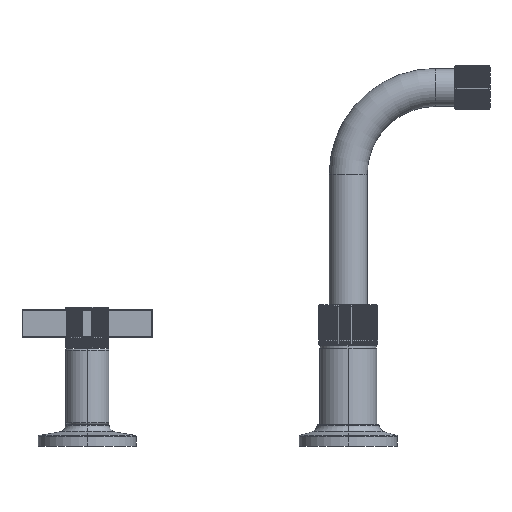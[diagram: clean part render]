
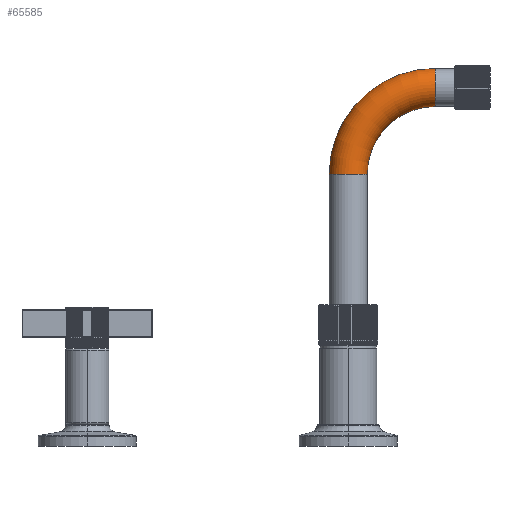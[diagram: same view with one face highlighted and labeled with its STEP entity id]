
A CAD part, left-side view. The second image highlights one B-rep face of the part: STEP entity #65585.
In plain terms, the highlighted toroidal (fillet/blend) face has major radius 50.8 mm and minor radius 11.113 mm.
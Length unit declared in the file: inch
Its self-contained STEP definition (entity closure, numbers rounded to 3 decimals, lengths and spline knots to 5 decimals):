
#51962=CARTESIAN_POINT('',(0.,-2.,8.25));
#51963=DIRECTION('',(0.,-1.,0.));
#51964=DIRECTION('',(0.,0.,1.));
#51965=AXIS2_PLACEMENT_3D('',#51962,#51963,#51964);
#51977=CARTESIAN_POINT('',(0.,0.,6.25));
#51978=DIRECTION('',(0.,0.,1.));
#51979=DIRECTION('',(0.,1.,0.));
#51980=AXIS2_PLACEMENT_3D('',#51977,#51978,#51979);
#51985=CARTESIAN_POINT('',(0.,-2.,6.25));
#51986=DIRECTION('',(1.,0.,0.));
#51987=DIRECTION('',(0.,1.,0.));
#51988=AXIS2_PLACEMENT_3D('',#51985,#51986,#51987);
#60173=CARTESIAN_POINT('',(0.,-2.,6.25));
#60174=DIRECTION('',(1.,0.,0.));
#60175=DIRECTION('',(0.,1.,0.));
#60176=AXIS2_PLACEMENT_3D('',#60173,#60174,#60175);
#62964=CARTESIAN_POINT('',(0.,-0.4375,6.25));
#62965=CARTESIAN_POINT('',(0.,0.4375,6.25));
#62966=VERTEX_POINT('',#62964);
#62967=VERTEX_POINT('',#62965);
#62968=CARTESIAN_POINT('',(0.,-2.,7.8125));
#62969=CARTESIAN_POINT('',(0.,-2.,8.6875));
#62970=VERTEX_POINT('',#62968);
#62971=VERTEX_POINT('',#62969);
#65571=CARTESIAN_POINT('',(0.,-2.,6.25));
#65572=DIRECTION('',(1.,0.,0.));
#65573=DIRECTION('',(0.,-1.,0.));
#65574=AXIS2_PLACEMENT_3D('',#65571,#65572,#65573);
#65575=TOROIDAL_SURFACE('',#65574,2.,0.4375);
#65577=ORIENTED_EDGE('',*,*,#65576,.F.);
#65579=ORIENTED_EDGE('',*,*,#65578,.T.);
#65580=ORIENTED_EDGE('',*,*,#65558,.T.);
#65582=ORIENTED_EDGE('',*,*,#65581,.F.);
#65583=EDGE_LOOP('',(#65577,#65579,#65580,#65582));
#65584=FACE_OUTER_BOUND('',#65583,.F.);
#51966=CIRCLE('',#51965,0.4375);
#51981=CIRCLE('',#51980,0.4375);
#51989=CIRCLE('',#51988,2.4375);
#60177=CIRCLE('',#60176,1.5625);
#65558=EDGE_CURVE('',#62971,#62970,#51966,.T.);
#65576=EDGE_CURVE('',#62967,#62966,#51981,.T.);
#65578=EDGE_CURVE('',#62967,#62971,#51989,.T.);
#65581=EDGE_CURVE('',#62966,#62970,#60177,.T.);
#65585=ADVANCED_FACE('',(#65584),#65575,.T.);
